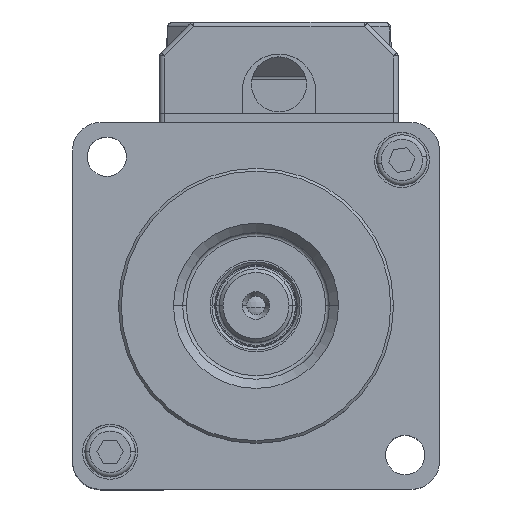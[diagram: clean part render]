
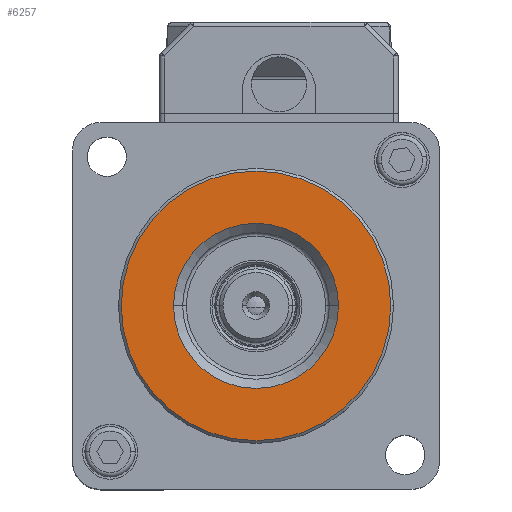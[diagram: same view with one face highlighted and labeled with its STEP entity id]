
A CAD part, top view. The second image highlights one B-rep face of the part: STEP entity #6257.
In plain terms, the highlighted planar face has unit normal (0, 0, 1).
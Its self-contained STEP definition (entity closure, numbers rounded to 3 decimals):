
#28 = VERTEX_POINT ( 'NONE', #4177 ) ;
#1811 = EDGE_CURVE ( 'NONE', #7071, #24346, #22526, .T. ) ;
#4177 = CARTESIAN_POINT ( 'NONE',  ( 9., 0., -22.6 ) ) ;
#4689 = DIRECTION ( 'NONE',  ( 0., 0., -1. ) ) ;
#5442 = AXIS2_PLACEMENT_3D ( 'NONE', #18292, #6762, #20254 ) ;
#6257 = ADVANCED_FACE ( 'NONE', ( #13482, #18615 ), #10131, .F. ) ;
#6762 = DIRECTION ( 'NONE',  ( 0., 0., -1. ) ) ;
#6990 = VERTEX_POINT ( 'NONE', #23834 ) ;
#7071 = VERTEX_POINT ( 'NONE', #11962 ) ;
#8056 = CARTESIAN_POINT ( 'NONE',  ( 0., 0., -22.6 ) ) ;
#9978 = DIRECTION ( 'NONE',  ( -1., 0., 0. ) ) ;
#10131 = PLANE ( 'NONE',  #17862 ) ;
#10152 = DIRECTION ( 'NONE',  ( 0., 0., 1. ) ) ;
#10220 = CARTESIAN_POINT ( 'NONE',  ( 0., 0., -22.6 ) ) ;
#10907 = CARTESIAN_POINT ( 'NONE',  ( 14.7, 0., -22.6 ) ) ;
#10958 = AXIS2_PLACEMENT_3D ( 'NONE', #21736, #10152, #23682 ) ;
#11858 = AXIS2_PLACEMENT_3D ( 'NONE', #16279, #4689, #18187 ) ;
#11962 = CARTESIAN_POINT ( 'NONE',  ( -14.7, 0., -22.6 ) ) ;
#12152 = DIRECTION ( 'NONE',  ( -1., 0., 0. ) ) ;
#13482 = FACE_OUTER_BOUND ( 'NONE', #20443, .T. ) ;
#13731 = CIRCLE ( 'NONE', #11858, 9. ) ;
#13978 = ORIENTED_EDGE ( 'NONE', *, *, #20427, .T. ) ;
#14368 = CIRCLE ( 'NONE', #5442, 9. ) ;
#14948 = ORIENTED_EDGE ( 'NONE', *, *, #1811, .T. ) ;
#15121 = EDGE_LOOP ( 'NONE', ( #13978, #23926 ) ) ;
#16279 = CARTESIAN_POINT ( 'NONE',  ( 0., 0., -22.6 ) ) ;
#16597 = EDGE_CURVE ( 'NONE', #24346, #7071, #24781, .T. ) ;
#17862 = AXIS2_PLACEMENT_3D ( 'NONE', #10220, #23743, #12152 ) ;
#17883 = AXIS2_PLACEMENT_3D ( 'NONE', #8056, #21542, #9978 ) ;
#18187 = DIRECTION ( 'NONE',  ( -1., 0., 0. ) ) ;
#18292 = CARTESIAN_POINT ( 'NONE',  ( 0., 0., -22.6 ) ) ;
#18615 = FACE_BOUND ( 'NONE', #15121, .T. ) ;
#20254 = DIRECTION ( 'NONE',  ( -1., 0., 0. ) ) ;
#20427 = EDGE_CURVE ( 'NONE', #28, #6990, #13731, .T. ) ;
#20443 = EDGE_LOOP ( 'NONE', ( #14948, #23871 ) ) ;
#21542 = DIRECTION ( 'NONE',  ( 0., 0., 1. ) ) ;
#21736 = CARTESIAN_POINT ( 'NONE',  ( 0., 0., -22.6 ) ) ;
#22104 = EDGE_CURVE ( 'NONE', #6990, #28, #14368, .T. ) ;
#22526 = CIRCLE ( 'NONE', #17883, 14.7 ) ;
#23682 = DIRECTION ( 'NONE',  ( -1., 0., 0. ) ) ;
#23743 = DIRECTION ( 'NONE',  ( 0., 0., -1. ) ) ;
#23834 = CARTESIAN_POINT ( 'NONE',  ( -9., 0., -22.6 ) ) ;
#23871 = ORIENTED_EDGE ( 'NONE', *, *, #16597, .T. ) ;
#23926 = ORIENTED_EDGE ( 'NONE', *, *, #22104, .T. ) ;
#24346 = VERTEX_POINT ( 'NONE', #10907 ) ;
#24781 = CIRCLE ( 'NONE', #10958, 14.7 ) ;
